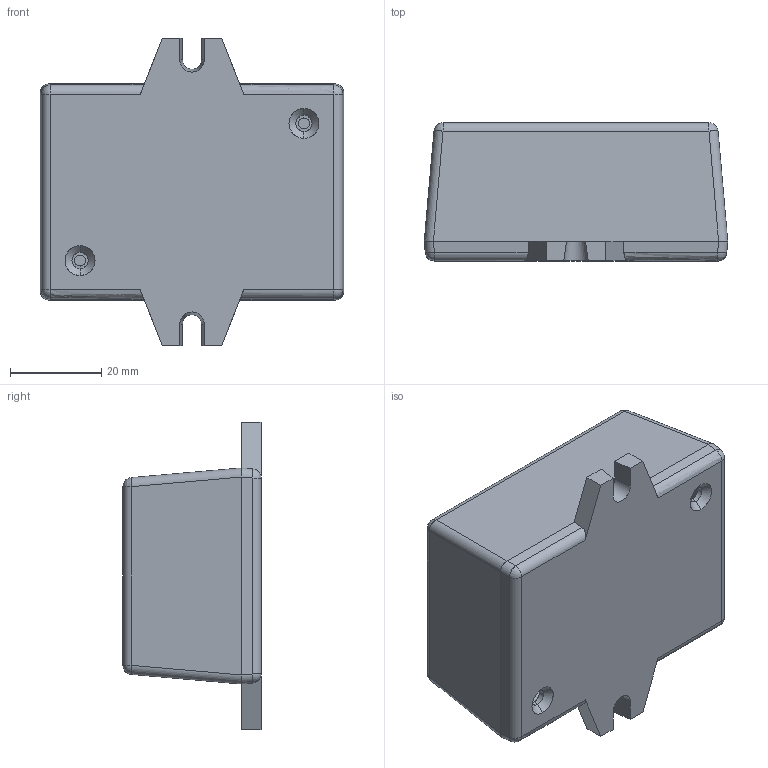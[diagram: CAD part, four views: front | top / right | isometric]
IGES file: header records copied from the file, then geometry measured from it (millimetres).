
Start section: SolidWorks IGES file using analytic representation for surfaces
Global section: file name: KMz 24U.IGS; native system: SolidWorks 2008; preprocessor: SolidWorks 2008; author: user; date: 091012.220538; units: millimetre
Bounding box: 66.4 x 30.2 x 67.3 mm (x, y, z)
Surface area: 26823.3 mm2 (no closed solid volume)
Topology: 0 solids, 0 shells, 170 faces, 1260 edges, 1256 vertices
Faces by surface type: bspline 114, revolution 56
